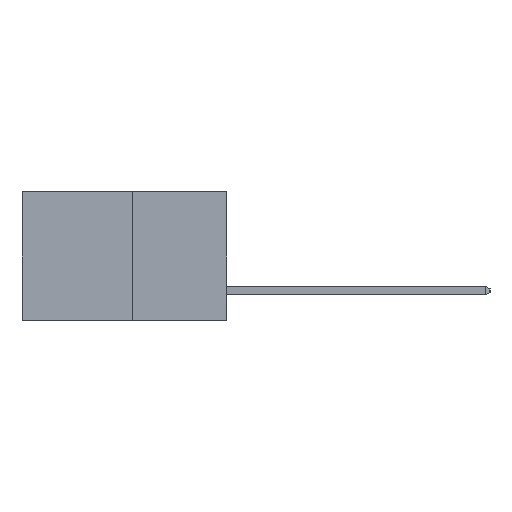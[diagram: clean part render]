
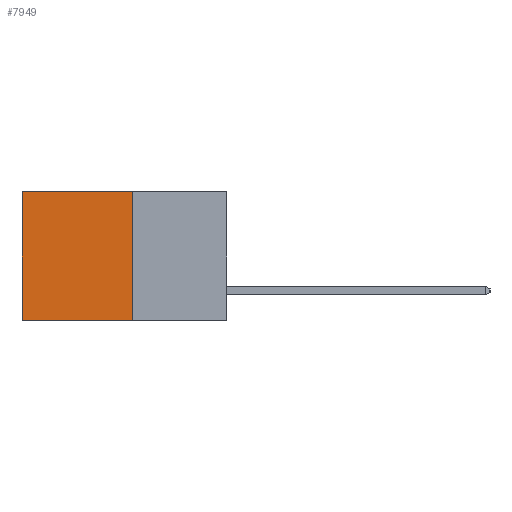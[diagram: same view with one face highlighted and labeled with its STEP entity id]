
A CAD part, left-side view. The second image highlights one B-rep face of the part: STEP entity #7949.
In plain terms, the highlighted planar face has unit normal (-1, 0, 0).
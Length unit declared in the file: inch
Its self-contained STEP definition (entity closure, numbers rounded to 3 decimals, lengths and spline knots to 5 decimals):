
#213 = VECTOR ( 'NONE', #5301, 39.37008 ) ;
#605 = VECTOR ( 'NONE', #6709, 39.37008 ) ;
#1102 = VERTEX_POINT ( 'NONE', #6320 ) ;
#1511 = DIRECTION ( 'NONE',  ( 0., 0., -1. ) ) ;
#1523 = DIRECTION ( 'NONE',  ( 1., 0., 0. ) ) ;
#1536 = CARTESIAN_POINT ( 'NONE',  ( 0.277, 0.27, -0.37 ) ) ;
#1540 = PLANE ( 'NONE',  #8302 ) ;
#1900 = VERTEX_POINT ( 'NONE', #4752 ) ;
#2008 = ORIENTED_EDGE ( 'NONE', *, *, #3504, .T. ) ;
#3486 = VERTEX_POINT ( 'NONE', #8796 ) ;
#3504 = EDGE_CURVE ( 'NONE', #9782, #1900, #6233, .T. ) ;
#4645 = EDGE_LOOP ( 'NONE', ( #5895, #7491, #4799, #2008 ) ) ;
#4752 = CARTESIAN_POINT ( 'NONE',  ( 0.277, 0.59, 0. ) ) ;
#4799 = ORIENTED_EDGE ( 'NONE', *, *, #7047, .F. ) ;
#5301 = DIRECTION ( 'NONE',  ( 0., 1., 0. ) ) ;
#5337 = CARTESIAN_POINT ( 'NONE',  ( 0.277, 0.27, -0.37 ) ) ;
#5895 = ORIENTED_EDGE ( 'NONE', *, *, #6978, .T. ) ;
#6233 = LINE ( 'NONE', #8786, #10081 ) ;
#6280 = DIRECTION ( 'NONE',  ( 0., 0., -1. ) ) ;
#6284 = CARTESIAN_POINT ( 'NONE',  ( 0.277, 0.27, -0.37 ) ) ;
#6320 = CARTESIAN_POINT ( 'NONE',  ( 0.277, 0.59, -0.37 ) ) ;
#6699 = CARTESIAN_POINT ( 'NONE',  ( 0.277, 0.59, -0.37 ) ) ;
#6709 = DIRECTION ( 'NONE',  ( 0., 0., -1. ) ) ;
#6760 = LINE ( 'NONE', #5337, #213 ) ;
#6973 = CARTESIAN_POINT ( 'NONE',  ( 0.277, 0.27, 0. ) ) ;
#6978 = EDGE_CURVE ( 'NONE', #1900, #1102, #7396, .T. ) ;
#7047 = EDGE_CURVE ( 'NONE', #9782, #3486, #8449, .T. ) ;
#7249 = EDGE_CURVE ( 'NONE', #3486, #1102, #6760, .T. ) ;
#7396 = LINE ( 'NONE', #6699, #605 ) ;
#7491 = ORIENTED_EDGE ( 'NONE', *, *, #7249, .F. ) ;
#7949 = ADVANCED_FACE ( 'NONE', ( #8432 ), #1540, .F. ) ;
#8302 = AXIS2_PLACEMENT_3D ( 'NONE', #1536, #1523, #1511 ) ;
#8432 = FACE_OUTER_BOUND ( 'NONE', #4645, .T. ) ;
#8449 = LINE ( 'NONE', #6284, #8932 ) ;
#8786 = CARTESIAN_POINT ( 'NONE',  ( 0.277, 0.27, 0. ) ) ;
#8796 = CARTESIAN_POINT ( 'NONE',  ( 0.277, 0.27, -0.37 ) ) ;
#8818 = DIRECTION ( 'NONE',  ( 0., 1., 0. ) ) ;
#8932 = VECTOR ( 'NONE', #6280, 39.37008 ) ;
#9782 = VERTEX_POINT ( 'NONE', #6973 ) ;
#10081 = VECTOR ( 'NONE', #8818, 39.37008 ) ;
